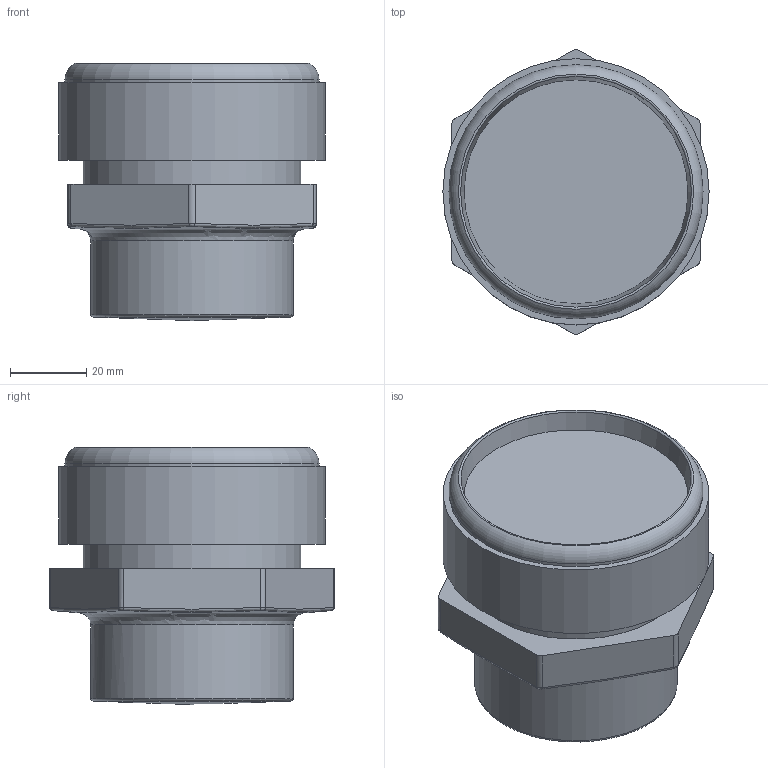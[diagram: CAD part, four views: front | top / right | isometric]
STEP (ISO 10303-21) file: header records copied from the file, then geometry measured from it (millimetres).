
FILE_DESCRIPTION (( 'STEP AP214' ), '1' );
FILE_NAME ('NT-C.STEP', '2014-11-04T13:45:29', ( 'eb' ), ( '' ), 'SwSTEP 2.0', 'SolidWorks 2013', '' );
FILE_SCHEMA (( 'AUTOMOTIVE_DESIGN' ));
Length unit declared in the file: inch
Products named in the file (1): NT-C
Bounding box: 69.85 x 74.67 x 67.47 mm (x, y, z)
Volume: 190965 mm3; surface area: 23088.4 mm2
Topology: 1 solids, 1 shells, 40 faces, 89 edges, 53 vertices
Faces by surface type: bspline 15, plane 10, cylinder 10, cone 3, torus 2
Full cylindrical faces by diameter (mm): 53.162 x1, 57.074 x1, 66.675 x1, 69.85 x1
Entity records: 2138 total; most frequent: CARTESIAN_POINT 1370, ORIENTED_EDGE 152, DIRECTION 126, EDGE_CURVE 76, AXIS2_PLACEMENT_3D 54, EDGE_LOOP 53, VERTEX_POINT 51, FACE_OUTER_BOUND 48
